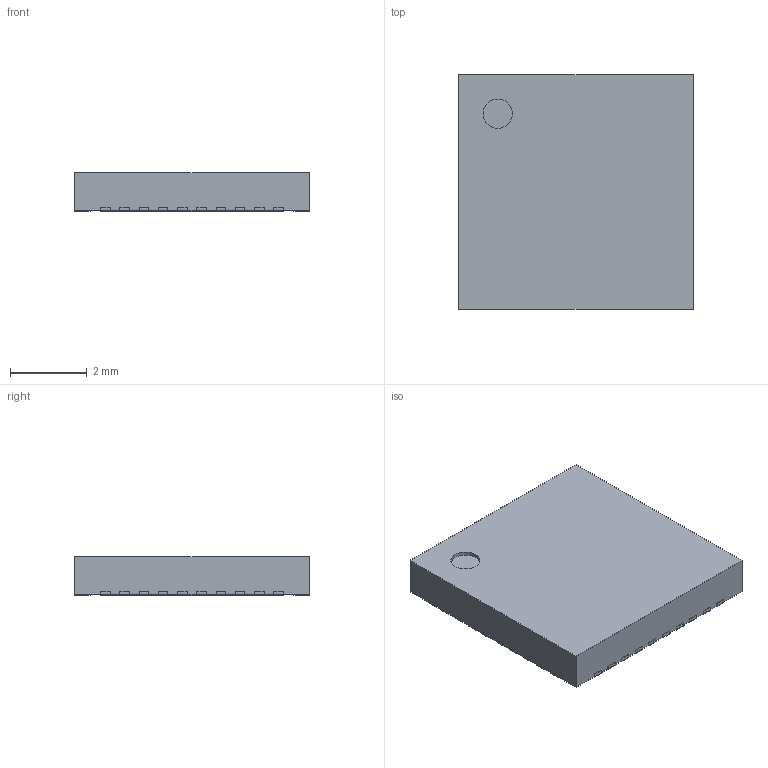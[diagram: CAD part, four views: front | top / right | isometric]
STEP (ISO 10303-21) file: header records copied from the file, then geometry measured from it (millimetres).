
FILE_DESCRIPTION(('Open CASCADE Model'),'2;1');
FILE_NAME('Open CASCADE Shape Model','2022-03-24T15:34:05',('Author'),( 'Open CASCADE'),'Open CASCADE STEP processor 6.8','Open CASCADE 6.8' ,'Unknown');
FILE_SCHEMA(('AUTOMOTIVE_DESIGN_CC2 { 1 2 10303 214 -1 1 5 4 }'));
Length unit declared in the file: millimetre
Products named in the file (7): QFN40.step; Open CASCADE STEP translator 6.8 16.1; Body; Open CASCADE STEP translator 6.8 16.2.1; Thermal_Shape; Pin_Shape; Open CASCADE STEP translator 6.8 16.4.1
Assembly tree (45 placements, depth 3):
  QFN40.step
    Open CASCADE STEP translator 6.8 16.1
    Body
      Open CASCADE STEP translator 6.8 16.2.1
    Thermal_Shape
    Pin_Shape  x40
      Open CASCADE STEP translator 6.8 16.4.1
Bounding box: 6.12 x 6.12 x 1 mm (x, y, z)
Volume: 37 mm3; surface area: 150.4 mm2
Topology: 42 solids, 43 shells, 576 faces, 1151 edges, 661 vertices
Faces by surface type: plane 575, cylinder 1
Full cylindrical faces by diameter (mm): 0.762 x1
Entity records: 1980 total; most frequent: DIRECTION 328, CARTESIAN_POINT 297, LINE 168, VECTOR 168, ORIENTED_EDGE 117, PCURVE 117, DEFINITIONAL_REPRESENTATION 117, AXIS2_PLACEMENT_3D 79
